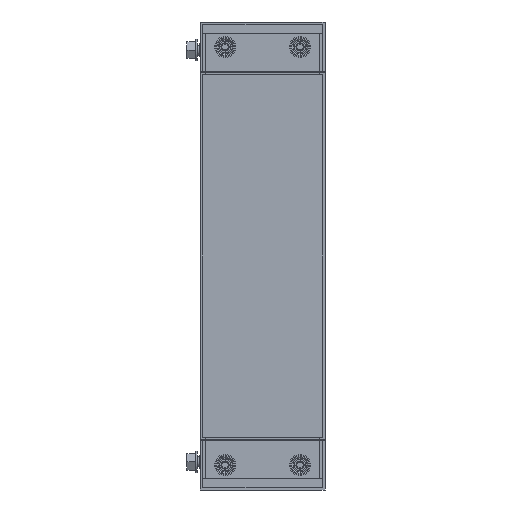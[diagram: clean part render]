
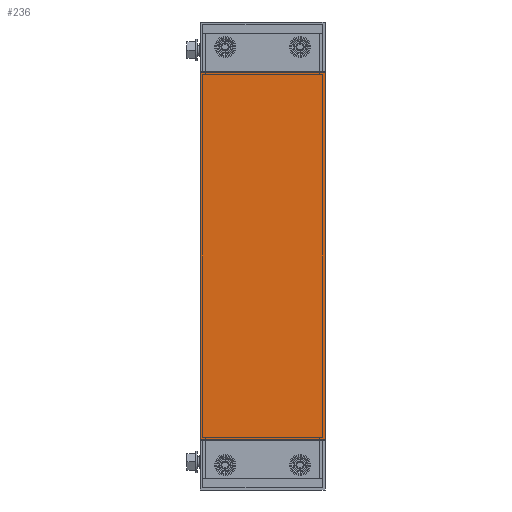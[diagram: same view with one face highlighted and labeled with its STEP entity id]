
A CAD part, left-side view. The second image highlights one B-rep face of the part: STEP entity #236.
In plain terms, the highlighted planar face has unit normal (-1, 0, 0).
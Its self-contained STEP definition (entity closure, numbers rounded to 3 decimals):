
#236 = ADVANCED_FACE ( 'NONE', ( #2742 ), #6585, .T. ) ;
#381 = DIRECTION ( 'NONE',  ( 0., 0., -1. ) ) ;
#713 = VERTEX_POINT ( 'NONE', #9104 ) ;
#1567 = VERTEX_POINT ( 'NONE', #8232 ) ;
#1733 = CARTESIAN_POINT ( 'NONE',  ( 0., -100., 334.6 ) ) ;
#1990 = LINE ( 'NONE', #7381, #4465 ) ;
#2742 = FACE_OUTER_BOUND ( 'NONE', #4485, .T. ) ;
#2830 = LINE ( 'NONE', #5950, #5945 ) ;
#3051 = VERTEX_POINT ( 'NONE', #1733 ) ;
#3156 = LINE ( 'NONE', #3265, #3509 ) ;
#3265 = CARTESIAN_POINT ( 'NONE',  ( 0., 0., 334.6 ) ) ;
#3509 = VECTOR ( 'NONE', #6238, 1000. ) ;
#3536 = DIRECTION ( 'NONE',  ( 0., 0., 1. ) ) ;
#3859 = ORIENTED_EDGE ( 'NONE', *, *, #5753, .T. ) ;
#4247 = DIRECTION ( 'NONE',  ( 0., 0., 1. ) ) ;
#4465 = VECTOR ( 'NONE', #3536, 1000. ) ;
#4485 = EDGE_LOOP ( 'NONE', ( #9613, #3859, #7550, #8584 ) ) ;
#4959 = LINE ( 'NONE', #9510, #6600 ) ;
#5161 = DIRECTION ( 'NONE',  ( -1., 0., 0. ) ) ;
#5313 = VERTEX_POINT ( 'NONE', #6721 ) ;
#5753 = EDGE_CURVE ( 'NONE', #1567, #3051, #1990, .T. ) ;
#5896 = DIRECTION ( 'NONE',  ( 0., -1., 0. ) ) ;
#5945 = VECTOR ( 'NONE', #5896, 1000. ) ;
#5950 = CARTESIAN_POINT ( 'NONE',  ( 0., 0., 40.4 ) ) ;
#6238 = DIRECTION ( 'NONE',  ( 0., 1., 0. ) ) ;
#6452 = EDGE_CURVE ( 'NONE', #3051, #5313, #3156, .T. ) ;
#6585 = PLANE ( 'NONE',  #7936 ) ;
#6600 = VECTOR ( 'NONE', #381, 1000. ) ;
#6721 = CARTESIAN_POINT ( 'NONE',  ( 0., 0., 334.6 ) ) ;
#7087 = EDGE_CURVE ( 'NONE', #5313, #713, #4959, .T. ) ;
#7138 = EDGE_CURVE ( 'NONE', #713, #1567, #2830, .T. ) ;
#7381 = CARTESIAN_POINT ( 'NONE',  ( 0., -100., 40.4 ) ) ;
#7550 = ORIENTED_EDGE ( 'NONE', *, *, #6452, .T. ) ;
#7936 = AXIS2_PLACEMENT_3D ( 'NONE', #8969, #5161, #4247 ) ;
#8232 = CARTESIAN_POINT ( 'NONE',  ( 0., -100., 40.4 ) ) ;
#8584 = ORIENTED_EDGE ( 'NONE', *, *, #7087, .T. ) ;
#8969 = CARTESIAN_POINT ( 'NONE',  ( 0., 0., 0. ) ) ;
#9104 = CARTESIAN_POINT ( 'NONE',  ( 0., 0., 40.4 ) ) ;
#9510 = CARTESIAN_POINT ( 'NONE',  ( 0., 0., 40.4 ) ) ;
#9613 = ORIENTED_EDGE ( 'NONE', *, *, #7138, .T. ) ;
